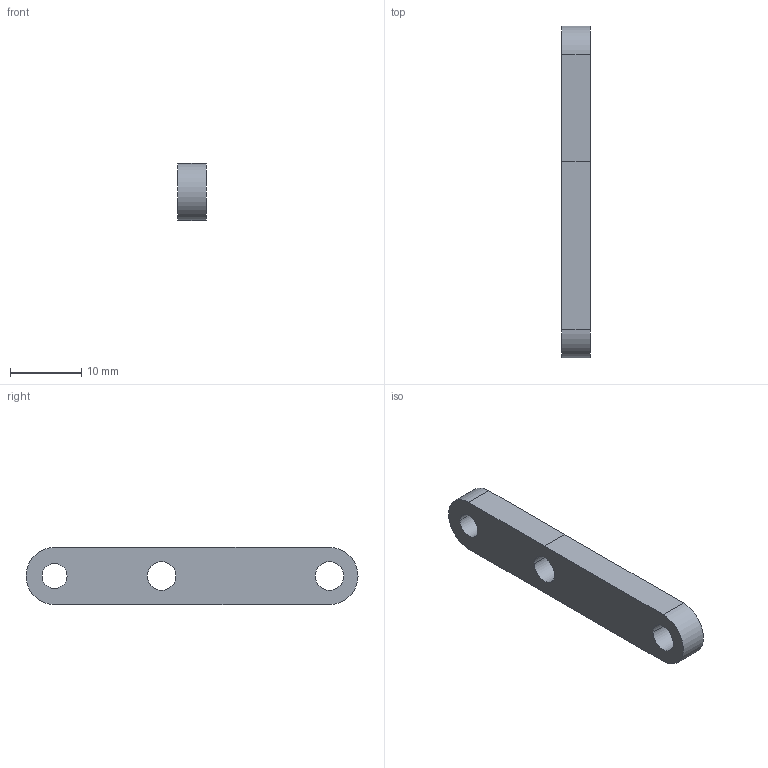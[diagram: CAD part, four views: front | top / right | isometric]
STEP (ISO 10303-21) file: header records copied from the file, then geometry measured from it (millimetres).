
FILE_DESCRIPTION(('CATIA V5 STEP Exchange'),'2;1');
FILE_NAME('Pied Haut.stp','2018-06-12T20:31:31+00:00',('none'),('none'),'CATIA Version 5 Release 17 (IN-10)','CATIA V5 STEP AP203','none');
FILE_SCHEMA(('CONFIG_CONTROL_DESIGN'));
Length unit declared in the file: millimetre
Products named in the file (1): Pied Haut
Bounding box: 4 x 46.5 x 8 mm (x, y, z)
Volume: 1294 mm3; surface area: 1200.1 mm2
Topology: 1 solids, 1 shells, 14 faces, 36 edges, 24 vertices
Faces by surface type: cylinder 8, plane 6
Entity records: 449 total; most frequent: ORIENTED_EDGE 72, CARTESIAN_POINT 70, DIRECTION 54, EDGE_CURVE 36, AXIS2_PLACEMENT_3D 26, VERTEX_POINT 24, VECTOR 20, EDGE_LOOP 20
